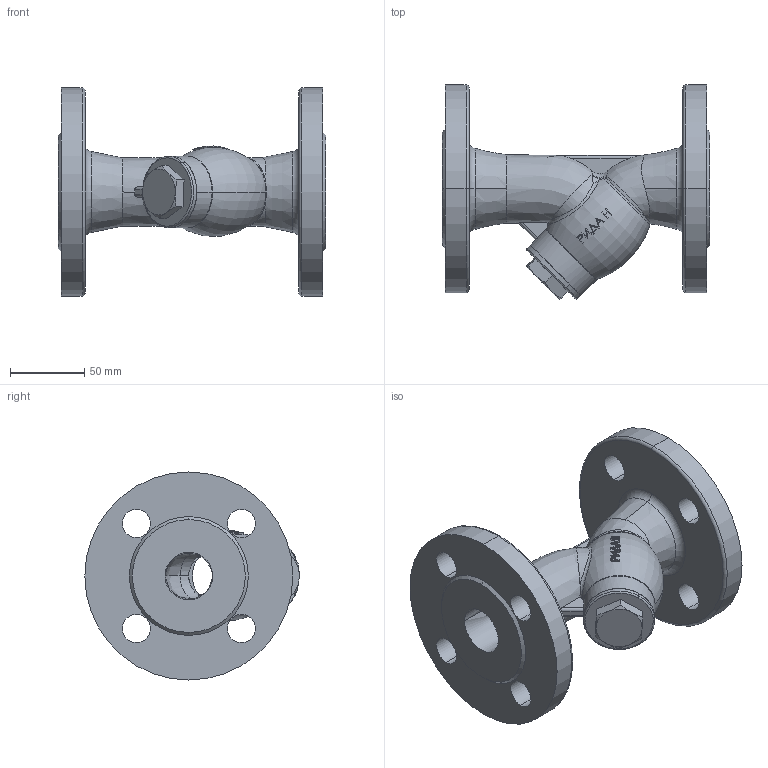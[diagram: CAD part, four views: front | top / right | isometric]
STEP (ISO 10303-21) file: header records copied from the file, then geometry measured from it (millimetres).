
FILE_DESCRIPTION (( 'STEP AP214' ), '1' );
FILE_NAME ('德标过滤器32装配体1.STEP', '2023-04-13T06:31:06', ( '' ), ( '' ), 'SwSTEP 2.0', 'SolidWorks 2023', '' );
FILE_SCHEMA (( 'AUTOMOTIVE_DESIGN' ));
Length unit declared in the file: millimetre
Products named in the file (3): 德标过滤器32装配体1; 32阀体; 32阀盖
Assembly tree (2 placements, depth 2):
  德标过滤器32装配体1
    32阀体
    32阀盖
Bounding box: 180 x 144.23 x 140 mm (x, y, z)
Volume: 652730.6 mm3; surface area: 131868 mm2
Topology: 2 solids, 2 shells, 200 faces, 505 edges, 329 vertices
Faces by surface type: bspline 87, cylinder 42, plane 30, torus 25, cone 16
Entity records: 22787 total; most frequent: CARTESIAN_POINT 18596, ORIENTED_EDGE 1010, DIRECTION 568, EDGE_CURVE 505, VERTEX_POINT 329, B_SPLINE_CURVE_WITH_KNOTS 304, AXIS2_PLACEMENT_3D 249, EDGE_LOOP 240
